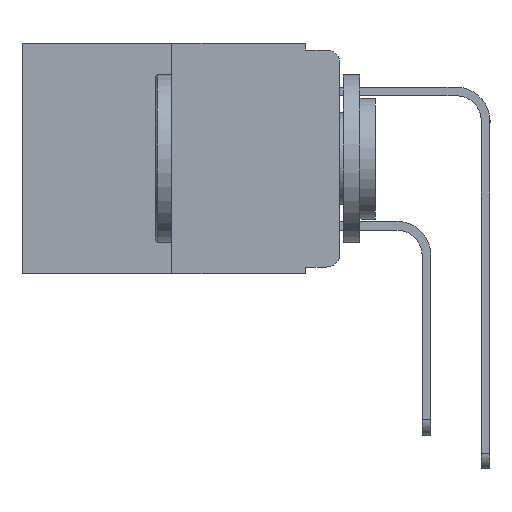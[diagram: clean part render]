
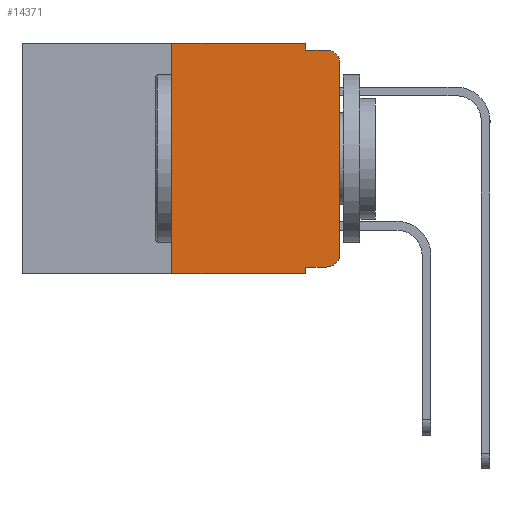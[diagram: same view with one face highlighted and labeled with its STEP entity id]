
A CAD part, left-side view. The second image highlights one B-rep face of the part: STEP entity #14371.
In plain terms, the highlighted planar face has unit normal (-1, 0, 0).
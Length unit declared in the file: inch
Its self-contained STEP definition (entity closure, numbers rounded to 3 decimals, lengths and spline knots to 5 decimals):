
#52 = CARTESIAN_POINT ( 'NONE',  ( 0., 0.473, 0. ) ) ;
#110 = CARTESIAN_POINT ( 'NONE',  ( 0., 0.02, -0.313 ) ) ;
#115 = ORIENTED_EDGE ( 'NONE', *, *, #5924, .T. ) ;
#144 = DIRECTION ( 'NONE',  ( -1., 0., 0. ) ) ;
#383 = CARTESIAN_POINT ( 'NONE',  ( 0., 0.051, -0.333 ) ) ;
#702 = CARTESIAN_POINT ( 'NONE',  ( 0., 0.051, 0. ) ) ;
#780 = ORIENTED_EDGE ( 'NONE', *, *, #9271, .F. ) ;
#856 = VERTEX_POINT ( 'NONE', #9788 ) ;
#999 = VECTOR ( 'NONE', #5319, 39.37008 ) ;
#1019 = CARTESIAN_POINT ( 'NONE',  ( 0., 0., -0.03 ) ) ;
#1288 = DIRECTION ( 'NONE',  ( 0., 0., -1. ) ) ;
#1289 = ORIENTED_EDGE ( 'NONE', *, *, #4413, .F. ) ;
#1297 = CARTESIAN_POINT ( 'NONE',  ( 0., 0.051, 0. ) ) ;
#1298 = VECTOR ( 'NONE', #12050, 39.37008 ) ;
#1659 = VECTOR ( 'NONE', #5554, 39.37008 ) ;
#1702 = ORIENTED_EDGE ( 'NONE', *, *, #3791, .T. ) ;
#1847 = ORIENTED_EDGE ( 'NONE', *, *, #11900, .T. ) ;
#2044 = LINE ( 'NONE', #11026, #1659 ) ;
#2276 = CARTESIAN_POINT ( 'NONE',  ( 0., 0.051, -0.01 ) ) ;
#2540 = EDGE_CURVE ( 'NONE', #4029, #9681, #4383, .T. ) ;
#2736 = CIRCLE ( 'NONE', #11126, 0.02 ) ;
#2871 = DIRECTION ( 'NONE',  ( 0., -1., 0. ) ) ;
#2915 = ORIENTED_EDGE ( 'NONE', *, *, #2540, .F. ) ;
#3274 = CARTESIAN_POINT ( 'NONE',  ( 0., 0.02, -0.333 ) ) ;
#3292 = VERTEX_POINT ( 'NONE', #1297 ) ;
#3473 = VECTOR ( 'NONE', #7832, 39.37008 ) ;
#3692 = LINE ( 'NONE', #12005, #6327 ) ;
#3791 = EDGE_CURVE ( 'NONE', #13489, #14314, #9946, .T. ) ;
#4029 = VERTEX_POINT ( 'NONE', #10829 ) ;
#4259 = AXIS2_PLACEMENT_3D ( 'NONE', #52, #8089, #1288 ) ;
#4383 = LINE ( 'NONE', #12026, #1298 ) ;
#4413 = EDGE_CURVE ( 'NONE', #9681, #3292, #3692, .T. ) ;
#4728 = PLANE ( 'NONE',  #4259 ) ;
#5198 = CARTESIAN_POINT ( 'NONE',  ( 0., 0.051, -0.01 ) ) ;
#5319 = DIRECTION ( 'NONE',  ( 0., 0., -1. ) ) ;
#5554 = DIRECTION ( 'NONE',  ( 0., 0., -1. ) ) ;
#5577 = VERTEX_POINT ( 'NONE', #5198 ) ;
#5766 = VECTOR ( 'NONE', #7280, 39.37008 ) ;
#5924 = EDGE_CURVE ( 'NONE', #7494, #13489, #11248, .T. ) ;
#6090 = CARTESIAN_POINT ( 'NONE',  ( 0., 0.25, 0. ) ) ;
#6233 = VERTEX_POINT ( 'NONE', #13188 ) ;
#6291 = VERTEX_POINT ( 'NONE', #1019 ) ;
#6316 = EDGE_CURVE ( 'NONE', #14314, #6291, #9394, .T. ) ;
#6327 = VECTOR ( 'NONE', #12813, 39.37008 ) ;
#6366 = DIRECTION ( 'NONE',  ( -1., 0., 0. ) ) ;
#7066 = EDGE_CURVE ( 'NONE', #5577, #6233, #12074, .T. ) ;
#7280 = DIRECTION ( 'NONE',  ( 0., -1., 0. ) ) ;
#7365 = EDGE_LOOP ( 'NONE', ( #7399, #13165, #7736, #9969, #1289, #2915, #1847, #780, #115, #1702 ) ) ;
#7399 = ORIENTED_EDGE ( 'NONE', *, *, #6316, .T. ) ;
#7494 = VERTEX_POINT ( 'NONE', #8438 ) ;
#7549 = LINE ( 'NONE', #8426, #10109 ) ;
#7736 = ORIENTED_EDGE ( 'NONE', *, *, #7066, .F. ) ;
#7832 = DIRECTION ( 'NONE',  ( 0., 0., 1. ) ) ;
#8089 = DIRECTION ( 'NONE',  ( 1., 0., 0. ) ) ;
#8417 = EDGE_CURVE ( 'NONE', #6291, #6233, #2736, .T. ) ;
#8426 = CARTESIAN_POINT ( 'NONE',  ( 0., 0.473, -0.343 ) ) ;
#8438 = CARTESIAN_POINT ( 'NONE',  ( 0., 0.051, -0.333 ) ) ;
#9199 = VECTOR ( 'NONE', #14370, 39.37008 ) ;
#9271 = EDGE_CURVE ( 'NONE', #7494, #856, #12859, .T. ) ;
#9394 = LINE ( 'NONE', #14302, #3473 ) ;
#9577 = DIRECTION ( 'NONE',  ( 0., 0., -1. ) ) ;
#9681 = VERTEX_POINT ( 'NONE', #6090 ) ;
#9788 = CARTESIAN_POINT ( 'NONE',  ( 0., 0.051, -0.343 ) ) ;
#9946 = CIRCLE ( 'NONE', #14402, 0.02 ) ;
#9969 = ORIENTED_EDGE ( 'NONE', *, *, #14200, .F. ) ;
#10109 = VECTOR ( 'NONE', #2871, 39.37008 ) ;
#10829 = CARTESIAN_POINT ( 'NONE',  ( 0., 0.25, -0.343 ) ) ;
#11026 = CARTESIAN_POINT ( 'NONE',  ( 0., 0.051, 0. ) ) ;
#11073 = FACE_OUTER_BOUND ( 'NONE', #7365, .T. ) ;
#11126 = AXIS2_PLACEMENT_3D ( 'NONE', #12889, #6366, #13953 ) ;
#11248 = LINE ( 'NONE', #383, #5766 ) ;
#11900 = EDGE_CURVE ( 'NONE', #4029, #856, #7549, .T. ) ;
#12005 = CARTESIAN_POINT ( 'NONE',  ( 0., 0.473, 0. ) ) ;
#12026 = CARTESIAN_POINT ( 'NONE',  ( 0., 0.25, 0. ) ) ;
#12050 = DIRECTION ( 'NONE',  ( 0., 0., 1. ) ) ;
#12074 = LINE ( 'NONE', #2276, #9199 ) ;
#12813 = DIRECTION ( 'NONE',  ( 0., -1., 0. ) ) ;
#12859 = LINE ( 'NONE', #702, #999 ) ;
#12889 = CARTESIAN_POINT ( 'NONE',  ( 0., 0.02, -0.03 ) ) ;
#13165 = ORIENTED_EDGE ( 'NONE', *, *, #8417, .T. ) ;
#13188 = CARTESIAN_POINT ( 'NONE',  ( 0., 0.02, -0.01 ) ) ;
#13370 = CARTESIAN_POINT ( 'NONE',  ( 0., 0., -0.313 ) ) ;
#13489 = VERTEX_POINT ( 'NONE', #3274 ) ;
#13953 = DIRECTION ( 'NONE',  ( 0., 0., -1. ) ) ;
#14200 = EDGE_CURVE ( 'NONE', #3292, #5577, #2044, .T. ) ;
#14302 = CARTESIAN_POINT ( 'NONE',  ( 0., 0., 0. ) ) ;
#14314 = VERTEX_POINT ( 'NONE', #13370 ) ;
#14370 = DIRECTION ( 'NONE',  ( 0., -1., 0. ) ) ;
#14371 = ADVANCED_FACE ( 'NONE', ( #11073 ), #4728, .F. ) ;
#14402 = AXIS2_PLACEMENT_3D ( 'NONE', #110, #144, #9577 ) ;
